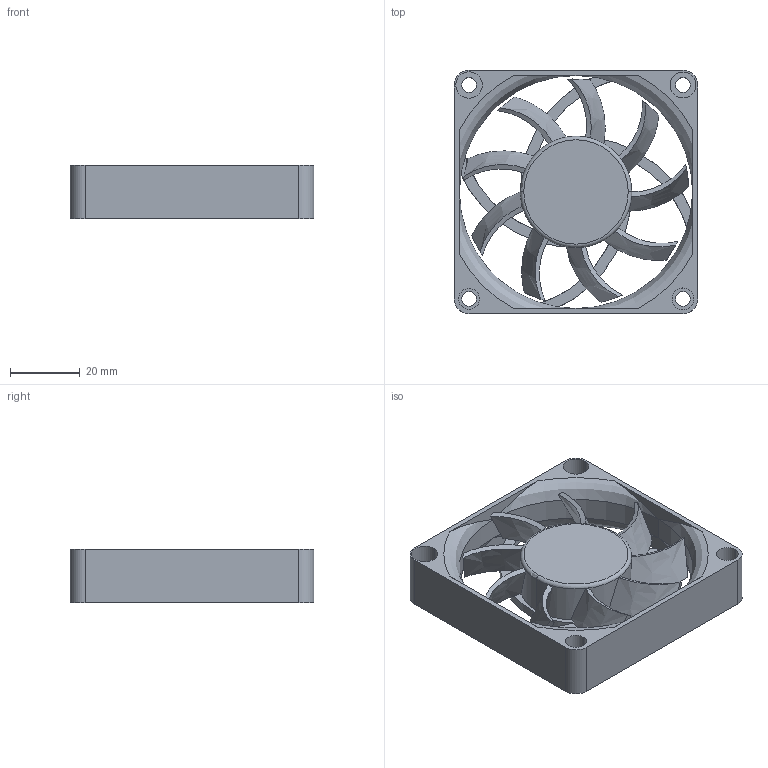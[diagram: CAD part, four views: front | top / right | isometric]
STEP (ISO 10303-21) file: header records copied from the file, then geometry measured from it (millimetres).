
FILE_DESCRIPTION(('FreeCAD Model'),'2;1');
FILE_NAME('Open CASCADE Shape Model','2025-05-23T16:04:03',(''),(''), 'Open CASCADE STEP processor 7.8','FreeCAD','Unknown');
FILE_SCHEMA(('AUTOMOTIVE_DESIGN { 1 0 10303 214 1 1 1 1 }'));
Length unit declared in the file: millimetre
Products named in the file (3): 70mm Fan; 70mm Fan Houseing; 70mm Fan Blades
Assembly tree (2 placements, depth 2):
  70mm Fan
    70mm Fan Houseing
    70mm Fan Blades
Bounding box: 70 x 70 x 15.5 mm (x, y, z)
Volume: 33560.4 mm3; surface area: 20806.5 mm2
Topology: 2 solids, 2 shells, 121 faces, 299 edges, 183 vertices
Faces by surface type: cylinder 54, bspline 36, plane 21, torus 10
Entity records: 4969 total; most frequent: CARTESIAN_POINT 2302, ORIENTED_EDGE 598, DIRECTION 450, EDGE_CURVE 299, AXIS2_PLACEMENT_3D 197, VERTEX_POINT 183, FACE_BOUND 138, EDGE_LOOP 138
